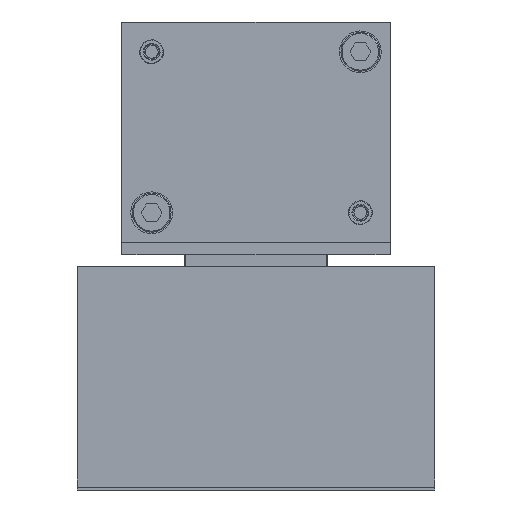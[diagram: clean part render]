
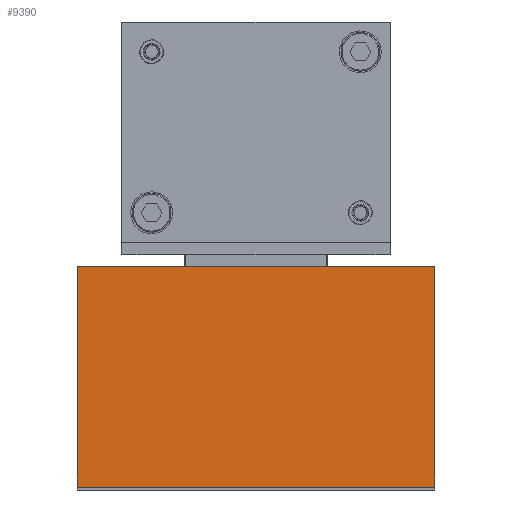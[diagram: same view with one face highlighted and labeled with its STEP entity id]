
A CAD part, left-side view. The second image highlights one B-rep face of the part: STEP entity #9390.
In plain terms, the highlighted planar face has unit normal (-1, 0, 0).
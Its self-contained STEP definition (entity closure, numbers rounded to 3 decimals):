
#8888=CARTESIAN_POINT('Vertex',(60.,120.,75.)) ;
#8891=CARTESIAN_POINT('Line Origine',(60.,60.,75.)) ;
#8895=CARTESIAN_POINT('Vertex',(60.,0.,75.)) ;
#9284=CARTESIAN_POINT('Line Origine',(60.,0.,38.)) ;
#9288=CARTESIAN_POINT('Vertex',(60.,0.,1.)) ;
#9367=CARTESIAN_POINT('Axis2P3D Location',(60.,120.,1.)) ;
#9372=CARTESIAN_POINT('Line Origine',(60.,120.,38.)) ;
#9376=CARTESIAN_POINT('Vertex',(60.,120.,1.)) ;
#9379=CARTESIAN_POINT('Line Origine',(60.,60.,1.)) ;
#8892=DIRECTION('Vector Direction',(0.,1.,0.)) ;
#9285=DIRECTION('Vector Direction',(0.,0.,1.)) ;
#9368=DIRECTION('Axis2P3D Direction',(-1.,0.,0.)) ;
#9369=DIRECTION('Axis2P3D XDirection',(0.,-1.,0.)) ;
#9373=DIRECTION('Vector Direction',(0.,0.,-1.)) ;
#9380=DIRECTION('Vector Direction',(0.,-1.,0.)) ;
#9370=AXIS2_PLACEMENT_3D('Plane Axis2P3D',#9367,#9368,#9369) ;
#9385=ORIENTED_EDGE('',*,*,#9378,.T.) ;
#9386=ORIENTED_EDGE('',*,*,#9383,.T.) ;
#9387=ORIENTED_EDGE('',*,*,#9290,.T.) ;
#9388=ORIENTED_EDGE('',*,*,#8897,.T.) ;
#8893=VECTOR('Line Direction',#8892,1.) ;
#9286=VECTOR('Line Direction',#9285,1.) ;
#9374=VECTOR('Line Direction',#9373,1.) ;
#9381=VECTOR('Line Direction',#9380,1.) ;
#9390=ADVANCED_FACE('Brep With Voids',(#9389),#9371,.T.) ;
#8897=EDGE_CURVE('',#8896,#8889,#8894,.T.) ;
#9290=EDGE_CURVE('',#9289,#8896,#9287,.T.) ;
#9378=EDGE_CURVE('',#8889,#9377,#9375,.T.) ;
#9383=EDGE_CURVE('',#9377,#9289,#9382,.T.) ;
#9384=EDGE_LOOP('',(#9385,#9386,#9387,#9388)) ;
#9389=FACE_OUTER_BOUND('',#9384,.T.) ;
#8894=LINE('Line',#8891,#8893) ;
#9287=LINE('Line',#9284,#9286) ;
#9375=LINE('Line',#9372,#9374) ;
#9382=LINE('Line',#9379,#9381) ;
#9371=PLANE('Plane',#9370) ;
#8889=VERTEX_POINT('',#8888) ;
#8896=VERTEX_POINT('',#8895) ;
#9289=VERTEX_POINT('',#9288) ;
#9377=VERTEX_POINT('',#9376) ;
